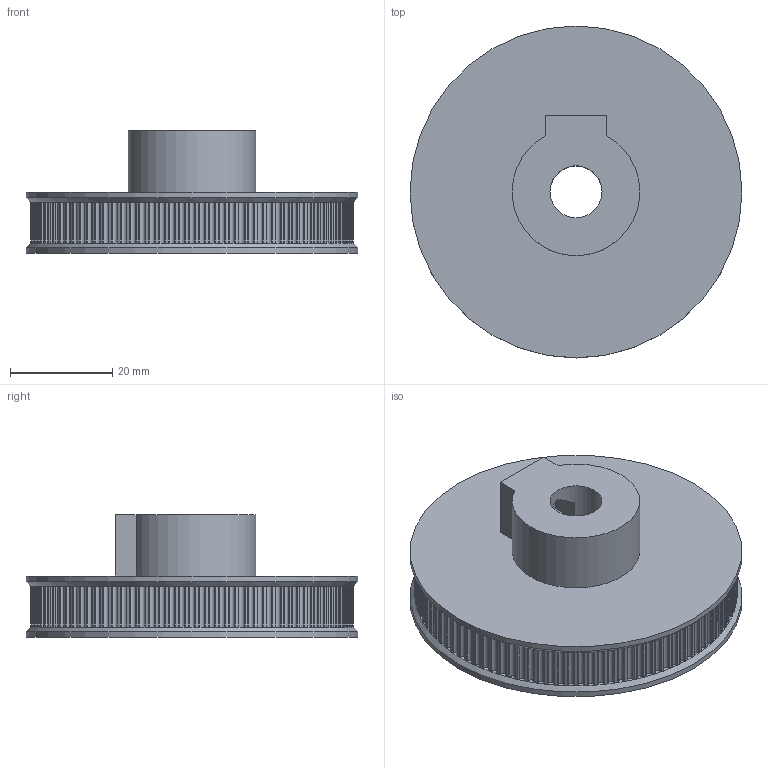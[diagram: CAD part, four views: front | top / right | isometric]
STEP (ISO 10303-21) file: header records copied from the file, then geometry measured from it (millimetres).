
FILE_DESCRIPTION(/* description */ (''),/* implementation_level */ '2;1');
FILE_NAME(/* name */ 'Zahnrad horizontale Achse v5.step',/* time_stamp */ '2025-04-10T13:02:18+02:00',/* author */ (''),/* organization */ (''),/* preprocessor_version */ 'ST-DEVELOPER v20.1',/* originating_system */ 'Autodesk Translation Framework v14.4.0.0',/* authorisation */ '');
FILE_SCHEMA (('AUTOMOTIVE_DESIGN { 1 0 10303 214 3 1 1 }'));
Length unit declared in the file: millimetre
Products named in the file (1): Zahnrad horizontale Achse
Bounding box: 65 x 65 x 24 mm (x, y, z)
Volume: 41710.5 mm3; surface area: 11834.8 mm2
Topology: 1 solids, 1 shells, 422 faces, 1246 edges, 830 vertices
Faces by surface type: cylinder 405, plane 15, cone 2
Full cylindrical faces by diameter (mm): 4.5 x1, 10.2 x1, 65 x2
Entity records: 14631 total; most frequent: DIRECTION 2908, CARTESIAN_POINT 2499, ORIENTED_EDGE 2492, EDGE_CURVE 1246, AXIS2_PLACEMENT_3D 1239, VERTEX_POINT 830, CIRCLE 812, EDGE_LOOP 430
